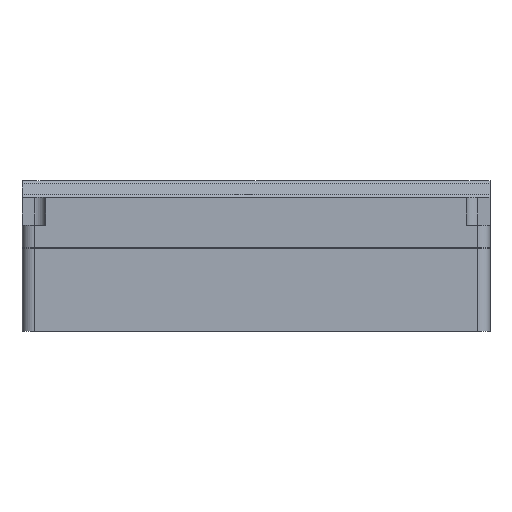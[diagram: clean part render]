
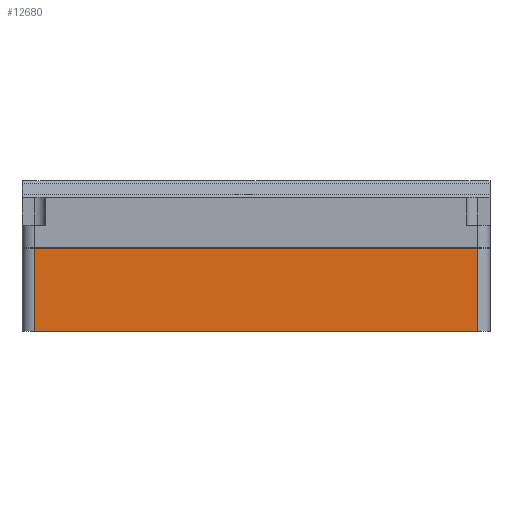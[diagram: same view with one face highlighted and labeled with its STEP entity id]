
A CAD part, front view. The second image highlights one B-rep face of the part: STEP entity #12680.
In plain terms, the highlighted planar face has unit normal (0, -1, 0).
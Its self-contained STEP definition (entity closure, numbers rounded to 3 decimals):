
#9940=CARTESIAN_POINT('',(-432.908,410.857,-60.5));
#9950=VERTEX_POINT('',#9940);
#9980=CARTESIAN_POINT('',(-631.908,410.857,-60.5));
#9990=DIRECTION('',(-1.,0.,0.));
#10000=VECTOR('',#9990,1.);
#10010=LINE('',#9980,#10000);
#10020=CARTESIAN_POINT('',(-830.908,410.857,-60.5));
#10030=VERTEX_POINT('',#10020);
#10040=EDGE_CURVE('',#9950,#10030,#10010,.T.);
#11490=CARTESIAN_POINT('',(-830.908,410.857,-135.));
#11500=VERTEX_POINT('',#11490);
#11530=CARTESIAN_POINT('',(-841.908,410.857,-135.));
#11540=DIRECTION('',(1.,0.,-0.));
#11550=VECTOR('',#11540,1.);
#11560=LINE('',#11530,#11550);
#11570=CARTESIAN_POINT('',(-432.908,410.857,-135.));
#11580=VERTEX_POINT('',#11570);
#11590=EDGE_CURVE('',#11500,#11580,#11560,.T.);
#12420=CARTESIAN_POINT('',(-432.908,410.857,-60.));
#12430=DIRECTION('',(0.,0.,-1.));
#12440=VECTOR('',#12430,1.);
#12450=LINE('',#12420,#12440);
#12460=EDGE_CURVE('',#9950,#11580,#12450,.T.);
#12520=CARTESIAN_POINT('',(-830.908,410.857,-60.));
#12530=DIRECTION('',(0.,-1.,0.));
#12540=DIRECTION('',(1.,0.,-0.));
#12550=AXIS2_PLACEMENT_3D('',#12520,#12530,#12540);
#12560=PLANE('',#12550);
#12570=ORIENTED_EDGE('',*,*,#12460,.F.);
#12580=ORIENTED_EDGE('',*,*,#11590,.T.);
#12590=CARTESIAN_POINT('',(-830.908,410.857,-60.));
#12600=DIRECTION('',(0.,0.,-1.));
#12610=VECTOR('',#12600,1.);
#12620=LINE('',#12590,#12610);
#12630=EDGE_CURVE('',#10030,#11500,#12620,.T.);
#12640=ORIENTED_EDGE('',*,*,#12630,.T.);
#12650=ORIENTED_EDGE('',*,*,#10040,.T.);
#12660=EDGE_LOOP('',(#12650,#12640,#12580,#12570));
#12670=FACE_OUTER_BOUND('',#12660,.T.);
#12680=ADVANCED_FACE('',(#12670),#12560,.T.);
